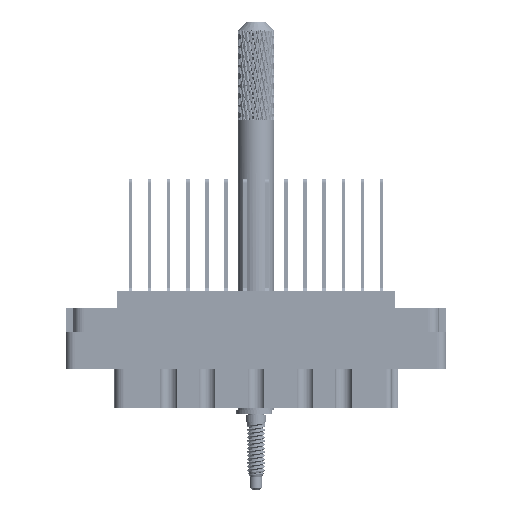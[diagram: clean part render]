
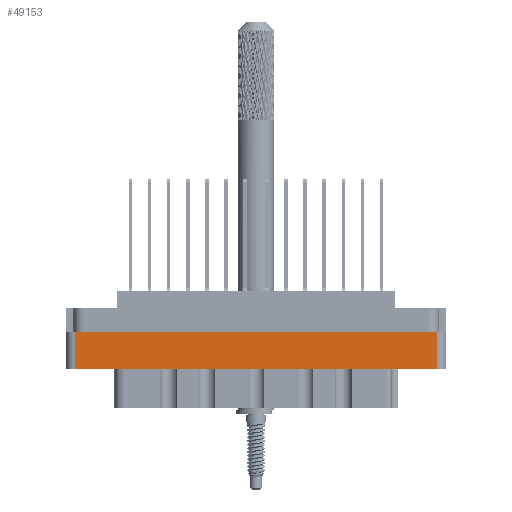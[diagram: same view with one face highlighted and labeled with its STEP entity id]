
A CAD part, front view. The second image highlights one B-rep face of the part: STEP entity #49153.
In plain terms, the highlighted planar face has unit normal (0, -1, 0).
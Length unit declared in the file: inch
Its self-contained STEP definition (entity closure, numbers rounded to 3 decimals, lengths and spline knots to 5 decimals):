
#1438 = DIRECTION ( 'NONE',  ( 0., -1., 0. ) ) ;
#2969 = VECTOR ( 'NONE', #31821, 39.37008 ) ;
#2991 = CARTESIAN_POINT ( 'NONE',  ( 1.234, -0.438, -0.277 ) ) ;
#7542 = ORIENTED_EDGE ( 'NONE', *, *, #18802, .T. ) ;
#11408 = VECTOR ( 'NONE', #43347, 39.37008 ) ;
#12276 = FACE_OUTER_BOUND ( 'NONE', #108026, .T. ) ;
#12785 = EDGE_CURVE ( 'NONE', #18939, #33606, #27619, .T. ) ;
#18802 = EDGE_CURVE ( 'NONE', #18939, #68303, #43836, .T. ) ;
#18939 = VERTEX_POINT ( 'NONE', #72339 ) ;
#18992 = VECTOR ( 'NONE', #67118, 39.37008 ) ;
#25237 = ORIENTED_EDGE ( 'NONE', *, *, #12785, .F. ) ;
#27619 = LINE ( 'NONE', #30847, #18992 ) ;
#30847 = CARTESIAN_POINT ( 'NONE',  ( 0., -0.438, -0.529 ) ) ;
#31821 = DIRECTION ( 'NONE',  ( 1., 0., 0. ) ) ;
#33606 = VERTEX_POINT ( 'NONE', #87717 ) ;
#34508 = DIRECTION ( 'NONE',  ( 0., 0., 1. ) ) ;
#43347 = DIRECTION ( 'NONE',  ( 0., 0., -1. ) ) ;
#43836 = LINE ( 'NONE', #79104, #62188 ) ;
#49153 = ADVANCED_FACE ( 'NONE', ( #12276 ), #73229, .T. ) ;
#50219 = ORIENTED_EDGE ( 'NONE', *, *, #110848, .T. ) ;
#52297 = LINE ( 'NONE', #95926, #11408 ) ;
#62188 = VECTOR ( 'NONE', #34508, 39.37008 ) ;
#67118 = DIRECTION ( 'NONE',  ( -1., 0., 0. ) ) ;
#68303 = VERTEX_POINT ( 'NONE', #2991 ) ;
#72339 = CARTESIAN_POINT ( 'NONE',  ( 1.234, -0.438, -0.529 ) ) ;
#72805 = CARTESIAN_POINT ( 'NONE',  ( -1.296, -0.438, -0.798 ) ) ;
#73071 = VERTEX_POINT ( 'NONE', #115009 ) ;
#73229 = PLANE ( 'NONE',  #90904 ) ;
#79104 = CARTESIAN_POINT ( 'NONE',  ( 1.234, -0.438, -0.798 ) ) ;
#87717 = CARTESIAN_POINT ( 'NONE',  ( -1.234, -0.438, -0.529 ) ) ;
#90904 = AXIS2_PLACEMENT_3D ( 'NONE', #72805, #1438, #100891 ) ;
#93448 = CARTESIAN_POINT ( 'NONE',  ( 0., -0.438, -0.277 ) ) ;
#95926 = CARTESIAN_POINT ( 'NONE',  ( -1.234, -0.438, -0.798 ) ) ;
#96634 = ORIENTED_EDGE ( 'NONE', *, *, #103305, .F. ) ;
#100891 = DIRECTION ( 'NONE',  ( 0., 0., -1. ) ) ;
#103305 = EDGE_CURVE ( 'NONE', #73071, #68303, #111595, .T. ) ;
#108026 = EDGE_LOOP ( 'NONE', ( #96634, #50219, #25237, #7542 ) ) ;
#110848 = EDGE_CURVE ( 'NONE', #73071, #33606, #52297, .T. ) ;
#111595 = LINE ( 'NONE', #93448, #2969 ) ;
#115009 = CARTESIAN_POINT ( 'NONE',  ( -1.234, -0.438, -0.277 ) ) ;
